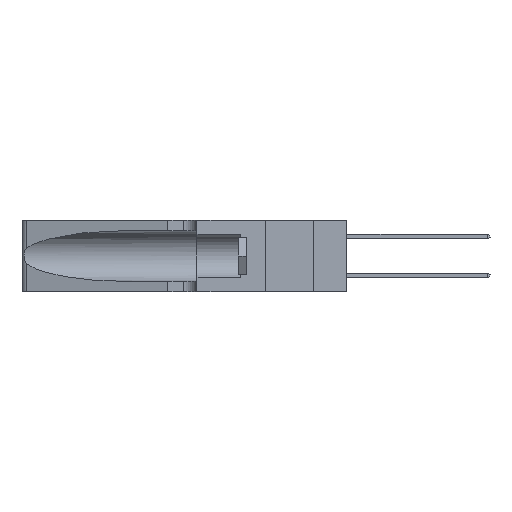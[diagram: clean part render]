
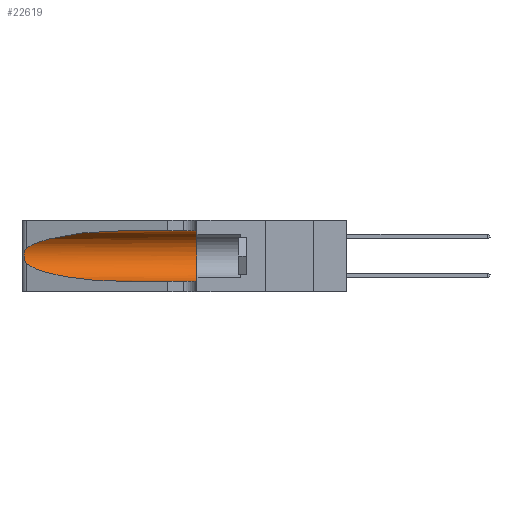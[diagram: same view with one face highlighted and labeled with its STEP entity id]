
A CAD part, left-side view. The second image highlights one B-rep face of the part: STEP entity #22619.
In plain terms, the highlighted cylindrical face has radius 3.308 mm (diameter 6.617 mm), a partial arc.
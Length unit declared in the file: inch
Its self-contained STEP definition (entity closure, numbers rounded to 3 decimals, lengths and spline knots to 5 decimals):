
#1617 = CARTESIAN_POINT ( 'NONE',  ( 0.25854, 1.2359, 0.20912 ) ) ;
#1641 = VERTEX_POINT ( 'NONE', #10032 ) ;
#1693 =( BOUNDED_CURVE ( )  B_SPLINE_CURVE ( 3, ( #9085, #6396, #24967, #27625 ),
 .UNSPECIFIED., .F., .F. ) 
 B_SPLINE_CURVE_WITH_KNOTS ( ( 4, 4 ),
 ( 3.44316, 4.71239 ),
 .UNSPECIFIED. ) 
 CURVE ( )  GEOMETRIC_REPRESENTATION_ITEM ( )  RATIONAL_B_SPLINE_CURVE ( ( 1., 0.87, 0.87, 1. ) ) 
 REPRESENTATION_ITEM ( '' )  );
#1899 = ORIENTED_EDGE ( 'NONE', *, *, #28132, .T. ) ;
#1986 = LINE ( 'NONE', #26862, #22332 ) ;
#1997 = CARTESIAN_POINT ( 'NONE',  ( 0.1305, 1.61858, 0.31525 ) ) ;
#2896 = CARTESIAN_POINT ( 'NONE',  ( 0.2373, 1.15595, 0.28018 ) ) ;
#3630 = VERTEX_POINT ( 'NONE', #26861 ) ;
#3825 = CARTESIAN_POINT ( 'NONE',  ( 0.25487, 1.22718, 0.14631 ) ) ;
#3937 = FACE_OUTER_BOUND ( 'NONE', #9349, .T. ) ;
#4318 = CARTESIAN_POINT ( 'NONE',  ( 0.26075, 1.23896, 0.19203 ) ) ;
#4322 = EDGE_CURVE ( 'NONE', #25141, #27950, #1693, .T. ) ;
#5272 = CARTESIAN_POINT ( 'NONE',  ( 0.1305, 0.72297, 0.31525 ) ) ;
#5491 = CARTESIAN_POINT ( 'NONE',  ( 0.1305, 0.72297, 0.31525 ) ) ;
#6174 = EDGE_CURVE ( 'NONE', #30329, #10442, #15845, .T. ) ;
#6396 = CARTESIAN_POINT ( 'NONE',  ( 0.2373, 1.15595, 0.08982 ) ) ;
#6997 = CARTESIAN_POINT ( 'NONE',  ( 0.26017, 1.23833, 0.17102 ) ) ;
#7585 = AXIS2_PLACEMENT_3D ( 'NONE', #10029, #28550, #12704 ) ;
#8427 = DIRECTION ( 'NONE',  ( 0., -1., 0. ) ) ;
#9011 = ORIENTED_EDGE ( 'NONE', *, *, #13255, .T. ) ;
#9085 = CARTESIAN_POINT ( 'NONE',  ( 0.25487, 1.22718, 0.14631 ) ) ;
#9349 = EDGE_LOOP ( 'NONE', ( #31085, #9011, #25429, #1899, #33660, #24787 ) ) ;
#9682 = CARTESIAN_POINT ( 'NONE',  ( 0.25789, 1.23486, 0.15765 ) ) ;
#10029 = CARTESIAN_POINT ( 'NONE',  ( 0.1305, 1.61858, 0.185 ) ) ;
#10032 = CARTESIAN_POINT ( 'NONE',  ( 0.25487, 1.22718, 0.22369 ) ) ;
#10205 = CYLINDRICAL_SURFACE ( 'NONE', #7585, 0.13025 ) ;
#10442 = VERTEX_POINT ( 'NONE', #29803 ) ;
#11542 =( BOUNDED_CURVE ( )  B_SPLINE_CURVE ( 3, ( #5491, #29350, #2896, #21478 ),
 .UNSPECIFIED., .F., .F. ) 
 B_SPLINE_CURVE_WITH_KNOTS ( ( 4, 4 ),
 ( 1.5708, 2.84003 ),
 .UNSPECIFIED. ) 
 CURVE ( )  GEOMETRIC_REPRESENTATION_ITEM ( )  RATIONAL_B_SPLINE_CURVE ( ( 1., 0.87, 0.87, 1. ) ) 
 REPRESENTATION_ITEM ( '' )  );
#12360 = CARTESIAN_POINT ( 'NONE',  ( 0.25555, 1.22993, 0.14849 ) ) ;
#12704 = DIRECTION ( 'NONE',  ( 0., 0., -1. ) ) ;
#13255 = EDGE_CURVE ( 'NONE', #1641, #25141, #17717, .T. ) ;
#13515 = EDGE_CURVE ( 'NONE', #30329, #1641, #11542, .T. ) ;
#13970 = EDGE_CURVE ( 'NONE', #10442, #3630, #29993, .T. ) ;
#15228 = DIRECTION ( 'NONE',  ( 0., 1., 0. ) ) ;
#15845 = LINE ( 'NONE', #1997, #29876 ) ;
#17582 = CARTESIAN_POINT ( 'NONE',  ( 0.25787, 1.23484, 0.2124 ) ) ;
#17717 = B_SPLINE_CURVE_WITH_KNOTS ( 'NONE', 3,
 ( #30727, #28112, #33417, #17582, #1617, #20223, #4318, #22876, #6997, #25550, #9682, #28232, #12360, #30836 ),
 .UNSPECIFIED., .F., .F.,
 ( 4, 2, 2, 2, 2, 2, 4 ),
 ( 0., 0.00027, 0.00053, 0.00107, 0.0016, 0.00187, 0.00214 ),
 .UNSPECIFIED. ) ;
#20223 = CARTESIAN_POINT ( 'NONE',  ( 0.26018, 1.23835, 0.19895 ) ) ;
#21478 = CARTESIAN_POINT ( 'NONE',  ( 0.25487, 1.22718, 0.22369 ) ) ;
#22332 = VECTOR ( 'NONE', #8427, 39.37008 ) ;
#22619 = ADVANCED_FACE ( 'NONE', ( #3937 ), #10205, .F. ) ;
#22876 = CARTESIAN_POINT ( 'NONE',  ( 0.26075, 1.23896, 0.178 ) ) ;
#23387 = CARTESIAN_POINT ( 'NONE',  ( 0.1305, 0.72297, 0.05475 ) ) ;
#24787 = ORIENTED_EDGE ( 'NONE', *, *, #6174, .F. ) ;
#24942 = AXIS2_PLACEMENT_3D ( 'NONE', #31027, #15228, #33723 ) ;
#24967 = CARTESIAN_POINT ( 'NONE',  ( 0.18966, 0.96281, 0.05475 ) ) ;
#25141 = VERTEX_POINT ( 'NONE', #3825 ) ;
#25429 = ORIENTED_EDGE ( 'NONE', *, *, #4322, .T. ) ;
#25550 = CARTESIAN_POINT ( 'NONE',  ( 0.25856, 1.23593, 0.16098 ) ) ;
#25931 = DIRECTION ( 'NONE',  ( 0., -1., 0. ) ) ;
#26861 = CARTESIAN_POINT ( 'NONE',  ( 0.1305, 0.35, 0.05475 ) ) ;
#26862 = CARTESIAN_POINT ( 'NONE',  ( 0.1305, 1.61858, 0.05475 ) ) ;
#27625 = CARTESIAN_POINT ( 'NONE',  ( 0.1305, 0.72297, 0.05475 ) ) ;
#27950 = VERTEX_POINT ( 'NONE', #23387 ) ;
#28112 = CARTESIAN_POINT ( 'NONE',  ( 0.25555, 1.22994, 0.2215 ) ) ;
#28132 = EDGE_CURVE ( 'NONE', #27950, #3630, #1986, .T. ) ;
#28232 = CARTESIAN_POINT ( 'NONE',  ( 0.25639, 1.23186, 0.15144 ) ) ;
#28550 = DIRECTION ( 'NONE',  ( 0., -1., 0. ) ) ;
#29350 = CARTESIAN_POINT ( 'NONE',  ( 0.18966, 0.96281, 0.31525 ) ) ;
#29803 = CARTESIAN_POINT ( 'NONE',  ( 0.1305, 0.35, 0.31525 ) ) ;
#29876 = VECTOR ( 'NONE', #25931, 39.37008 ) ;
#29993 = CIRCLE ( 'NONE', #24942, 0.13025 ) ;
#30329 = VERTEX_POINT ( 'NONE', #5272 ) ;
#30727 = CARTESIAN_POINT ( 'NONE',  ( 0.25487, 1.22718, 0.22369 ) ) ;
#30836 = CARTESIAN_POINT ( 'NONE',  ( 0.25487, 1.22718, 0.14631 ) ) ;
#31027 = CARTESIAN_POINT ( 'NONE',  ( 0.1305, 0.35, 0.185 ) ) ;
#31085 = ORIENTED_EDGE ( 'NONE', *, *, #13515, .T. ) ;
#33417 = CARTESIAN_POINT ( 'NONE',  ( 0.25639, 1.23184, 0.21858 ) ) ;
#33660 = ORIENTED_EDGE ( 'NONE', *, *, #13970, .F. ) ;
#33723 = DIRECTION ( 'NONE',  ( 0., 0., 1. ) ) ;
